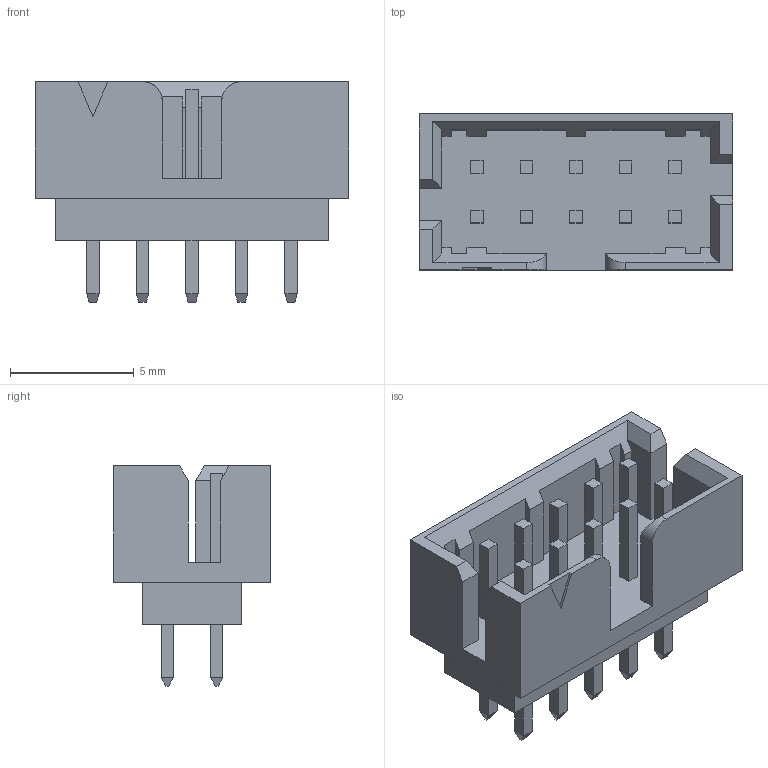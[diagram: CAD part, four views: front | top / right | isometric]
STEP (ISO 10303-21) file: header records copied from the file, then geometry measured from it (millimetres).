
FILE_DESCRIPTION(/* description */ (''),/* implementation_level */ '2;1');
FILE_NAME(/* name */ '878311020wbm000_01_214.stp',/* time_stamp */ '2022-04-11T12:39:52+05:00',/* author */ (''),/* organization */ (''),/* preprocessor_version */ 'ST-DEVELOPER v16.7',/* originating_system */ 'SIEMENS PLM Software NX 1919',/* authorisation */ '');
FILE_SCHEMA (('AUTOMOTIVE_DESIGN { 1 0 10303 214 3 1 1 1 }'));
Length unit declared in the file: millimetre
Products named in the file (1): 878311020wbm000_01
Bounding box: 12.65 x 6.3 x 8.9 mm (x, y, z)
Volume: 238.3 mm3; surface area: 608.2 mm2
Topology: 1 solids, 1 shells, 211 faces, 520 edges, 332 vertices
Faces by surface type: plane 209, cylinder 2
Entity records: 6072 total; most frequent: CARTESIAN_POINT 1064, ORIENTED_EDGE 1040, DIRECTION 950, EDGE_CURVE 520, LINE 514, VECTOR 514, VERTEX_POINT 332, EDGE_LOOP 232
